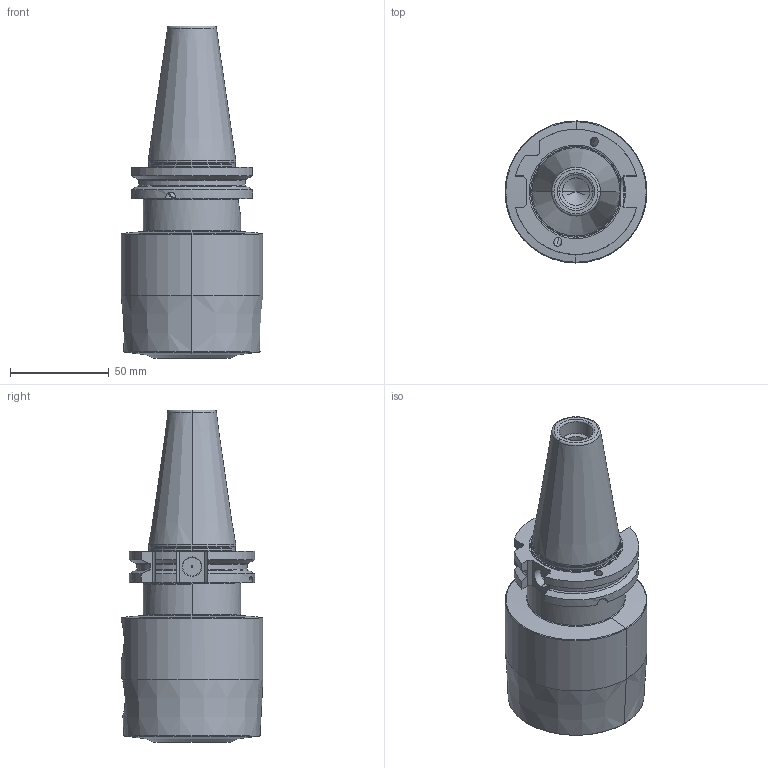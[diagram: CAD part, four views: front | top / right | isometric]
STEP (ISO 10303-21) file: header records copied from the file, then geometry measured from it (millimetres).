
FILE_DESCRIPTION((''),'2;1');
FILE_NAME('607225398-000-02-E43','2025-02-21T11:38:05',('muellerst1'),(''),'CREO PARAMETRIC BY PTC INC, 2021184','CREO PARAMETRIC BY PTC INC, 2021184','');
FILE_SCHEMA(('AP242_MANAGED_MODEL_BASED_3D_ENGINEERING_MIM_LF { 1 0 10303 442 1 1 4 }'));
Length unit declared in the file: millimetre
Products named in the file (1): 607225398-000-02-E43
Bounding box: 72 x 72 x 168.4 mm (x, y, z)
Volume: 335145.2 mm3; surface area: 49087.9 mm2
Topology: 1 solids, 2 shells, 260 faces, 621 edges, 372 vertices
Faces by surface type: cylinder 99, cone 74, plane 61, torus 26
Entity records: 12383 total; most frequent: CARTESIAN_POINT 3988, DIRECTION 1273, ORIENTED_EDGE 1226, PRESENTATION_STYLE_ASSIGNMENT 623, STYLED_ITEM 623, CURVE_STYLE 622, EDGE_CURVE 613, AXIS2_PLACEMENT_3D 513
